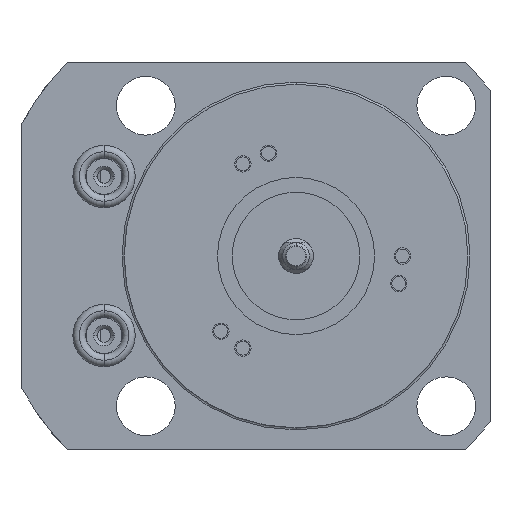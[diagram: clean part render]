
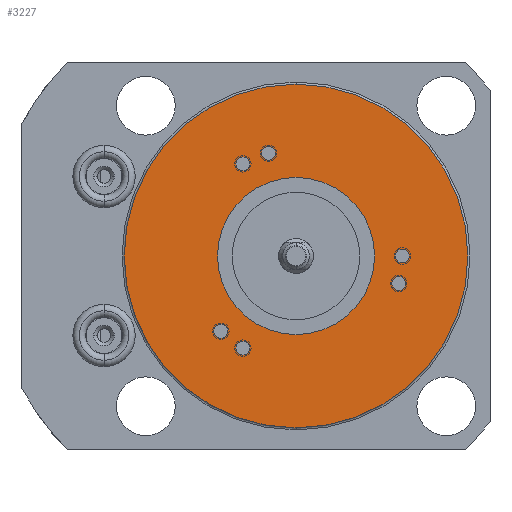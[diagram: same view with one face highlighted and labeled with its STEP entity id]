
A CAD part, front view. The second image highlights one B-rep face of the part: STEP entity #3227.
In plain terms, the highlighted planar face has unit normal (0, -1, 0).
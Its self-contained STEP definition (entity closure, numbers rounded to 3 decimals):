
#997=CARTESIAN_POINT('',(0.,0.,0.));
#998=DIRECTION('',(0.,-1.,0.));
#999=DIRECTION('',(0.,0.,1.));
#1000=AXIS2_PLACEMENT_3D('',#997,#998,#999);
#1002=CARTESIAN_POINT('',(0.,0.,0.));
#1003=DIRECTION('',(0.,-1.,0.));
#1004=DIRECTION('',(0.,0.,-1.));
#1005=AXIS2_PLACEMENT_3D('',#1002,#1003,#1004);
#1017=CARTESIAN_POINT('',(19.431,0.,0.));
#1018=DIRECTION('',(0.,-1.,0.));
#1019=DIRECTION('',(0.,0.,1.));
#1020=AXIS2_PLACEMENT_3D('',#1017,#1018,#1019);
#1022=CARTESIAN_POINT('',(19.431,0.,0.));
#1023=DIRECTION('',(0.,-1.,0.));
#1024=DIRECTION('',(0.,0.,-1.));
#1025=AXIS2_PLACEMENT_3D('',#1022,#1023,#1024);
#1027=CARTESIAN_POINT('',(18.769,0.,-5.029));
#1028=DIRECTION('',(0.,-1.,0.));
#1029=DIRECTION('',(0.,0.,1.));
#1030=AXIS2_PLACEMENT_3D('',#1027,#1028,#1029);
#1032=CARTESIAN_POINT('',(18.769,0.,-5.029));
#1033=DIRECTION('',(0.,-1.,0.));
#1034=DIRECTION('',(0.,0.,-1.));
#1035=AXIS2_PLACEMENT_3D('',#1032,#1033,#1034);
#1037=CARTESIAN_POINT('',(-9.716,0.,16.828));
#1038=DIRECTION('',(0.,-1.,0.));
#1039=DIRECTION('',(0.,0.,1.));
#1040=AXIS2_PLACEMENT_3D('',#1037,#1038,#1039);
#1042=CARTESIAN_POINT('',(-9.716,0.,16.828));
#1043=DIRECTION('',(0.,-1.,0.));
#1044=DIRECTION('',(0.,0.,-1.));
#1045=AXIS2_PLACEMENT_3D('',#1042,#1043,#1044);
#1047=CARTESIAN_POINT('',(-5.029,0.,18.769));
#1048=DIRECTION('',(0.,-1.,0.));
#1049=DIRECTION('',(0.,0.,1.));
#1050=AXIS2_PLACEMENT_3D('',#1047,#1048,#1049);
#1052=CARTESIAN_POINT('',(-5.029,0.,18.769));
#1053=DIRECTION('',(0.,-1.,0.));
#1054=DIRECTION('',(0.,0.,-1.));
#1055=AXIS2_PLACEMENT_3D('',#1052,#1053,#1054);
#1057=CARTESIAN_POINT('',(-9.716,0.,-16.828));
#1058=DIRECTION('',(0.,-1.,0.));
#1059=DIRECTION('',(0.,0.,1.));
#1060=AXIS2_PLACEMENT_3D('',#1057,#1058,#1059);
#1062=CARTESIAN_POINT('',(-9.716,0.,-16.828));
#1063=DIRECTION('',(0.,-1.,0.));
#1064=DIRECTION('',(0.,0.,-1.));
#1065=AXIS2_PLACEMENT_3D('',#1062,#1063,#1064);
#1067=CARTESIAN_POINT('',(-13.74,0.,-13.74));
#1068=DIRECTION('',(0.,-1.,0.));
#1069=DIRECTION('',(0.,0.,1.));
#1070=AXIS2_PLACEMENT_3D('',#1067,#1068,#1069);
#1072=CARTESIAN_POINT('',(-13.74,0.,-13.74));
#1073=DIRECTION('',(0.,-1.,0.));
#1074=DIRECTION('',(0.,0.,-1.));
#1075=AXIS2_PLACEMENT_3D('',#1072,#1073,#1074);
#1087=CARTESIAN_POINT('',(0.,0.,0.));
#1088=DIRECTION('',(0.,1.,0.));
#1089=DIRECTION('',(0.,0.,1.));
#1090=AXIS2_PLACEMENT_3D('',#1087,#1088,#1089);
#1092=CARTESIAN_POINT('',(0.,0.,0.));
#1093=DIRECTION('',(0.,1.,0.));
#1094=DIRECTION('',(0.,0.,-1.));
#1095=AXIS2_PLACEMENT_3D('',#1092,#1093,#1094);
#1857=CARTESIAN_POINT('',(0.,0.,31.395));
#1858=CARTESIAN_POINT('',(0.,0.,-31.395));
#1859=VERTEX_POINT('',#1857);
#1860=VERTEX_POINT('',#1858);
#2222=CARTESIAN_POINT('',(19.431,0.,1.27));
#2223=CARTESIAN_POINT('',(19.431,0.,-1.27));
#2224=VERTEX_POINT('',#2222);
#2225=VERTEX_POINT('',#2223);
#2226=CARTESIAN_POINT('',(18.769,0.,-3.759));
#2227=CARTESIAN_POINT('',(18.769,0.,-6.299));
#2228=VERTEX_POINT('',#2226);
#2229=VERTEX_POINT('',#2227);
#2230=CARTESIAN_POINT('',(-9.716,0.,18.098));
#2231=CARTESIAN_POINT('',(-9.716,0.,15.558));
#2232=VERTEX_POINT('',#2230);
#2233=VERTEX_POINT('',#2231);
#2234=CARTESIAN_POINT('',(-5.029,0.,20.039));
#2235=CARTESIAN_POINT('',(-5.029,0.,17.499));
#2236=VERTEX_POINT('',#2234);
#2237=VERTEX_POINT('',#2235);
#2238=CARTESIAN_POINT('',(-9.716,0.,-15.558));
#2239=CARTESIAN_POINT('',(-9.716,0.,-18.098));
#2240=VERTEX_POINT('',#2238);
#2241=VERTEX_POINT('',#2239);
#2242=CARTESIAN_POINT('',(-13.74,0.,-12.47));
#2243=CARTESIAN_POINT('',(-13.74,0.,-15.01));
#2244=VERTEX_POINT('',#2242);
#2245=VERTEX_POINT('',#2243);
#2258=CARTESIAN_POINT('',(0.,0.,14.351));
#2259=CARTESIAN_POINT('',(0.,0.,-14.351));
#2260=VERTEX_POINT('',#2258);
#2261=VERTEX_POINT('',#2259);
#3176=CARTESIAN_POINT('',(0.,0.,0.));
#3177=DIRECTION('',(0.,1.,0.));
#3178=DIRECTION('',(0.,0.,1.));
#3179=AXIS2_PLACEMENT_3D('',#3176,#3177,#3178);
#3180=PLANE('',#3179);
#3181=ORIENTED_EDGE('',*,*,#3156,.F.);
#3182=ORIENTED_EDGE('',*,*,#3170,.F.);
#3183=EDGE_LOOP('',(#3181,#3182));
#3184=FACE_OUTER_BOUND('',#3183,.F.);
#3186=ORIENTED_EDGE('',*,*,#3185,.T.);
#3188=ORIENTED_EDGE('',*,*,#3187,.T.);
#3189=EDGE_LOOP('',(#3186,#3188));
#3190=FACE_BOUND('',#3189,.F.);
#3192=ORIENTED_EDGE('',*,*,#3191,.T.);
#3194=ORIENTED_EDGE('',*,*,#3193,.T.);
#3195=EDGE_LOOP('',(#3192,#3194));
#3196=FACE_BOUND('',#3195,.F.);
#3198=ORIENTED_EDGE('',*,*,#3197,.T.);
#3200=ORIENTED_EDGE('',*,*,#3199,.T.);
#3201=EDGE_LOOP('',(#3198,#3200));
#3202=FACE_BOUND('',#3201,.F.);
#3204=ORIENTED_EDGE('',*,*,#3203,.T.);
#3206=ORIENTED_EDGE('',*,*,#3205,.T.);
#3207=EDGE_LOOP('',(#3204,#3206));
#3208=FACE_BOUND('',#3207,.F.);
#3210=ORIENTED_EDGE('',*,*,#3209,.T.);
#3212=ORIENTED_EDGE('',*,*,#3211,.T.);
#3213=EDGE_LOOP('',(#3210,#3212));
#3214=FACE_BOUND('',#3213,.F.);
#3216=ORIENTED_EDGE('',*,*,#3215,.T.);
#3218=ORIENTED_EDGE('',*,*,#3217,.T.);
#3219=EDGE_LOOP('',(#3216,#3218));
#3220=FACE_BOUND('',#3219,.F.);
#3222=ORIENTED_EDGE('',*,*,#3221,.F.);
#3224=ORIENTED_EDGE('',*,*,#3223,.F.);
#3225=EDGE_LOOP('',(#3222,#3224));
#3226=FACE_BOUND('',#3225,.F.);
#1001=CIRCLE('',#1000,31.395);
#1006=CIRCLE('',#1005,31.395);
#1021=CIRCLE('',#1020,1.27);
#1026=CIRCLE('',#1025,1.27);
#1031=CIRCLE('',#1030,1.27);
#1036=CIRCLE('',#1035,1.27);
#1041=CIRCLE('',#1040,1.27);
#1046=CIRCLE('',#1045,1.27);
#1051=CIRCLE('',#1050,1.27);
#1056=CIRCLE('',#1055,1.27);
#1061=CIRCLE('',#1060,1.27);
#1066=CIRCLE('',#1065,1.27);
#1071=CIRCLE('',#1070,1.27);
#1076=CIRCLE('',#1075,1.27);
#1091=CIRCLE('',#1090,14.351);
#1096=CIRCLE('',#1095,14.351);
#3156=EDGE_CURVE('',#1859,#1860,#1001,.T.);
#3170=EDGE_CURVE('',#1860,#1859,#1006,.T.);
#3185=EDGE_CURVE('',#2224,#2225,#1021,.T.);
#3187=EDGE_CURVE('',#2225,#2224,#1026,.T.);
#3191=EDGE_CURVE('',#2228,#2229,#1031,.T.);
#3193=EDGE_CURVE('',#2229,#2228,#1036,.T.);
#3197=EDGE_CURVE('',#2232,#2233,#1041,.T.);
#3199=EDGE_CURVE('',#2233,#2232,#1046,.T.);
#3203=EDGE_CURVE('',#2236,#2237,#1051,.T.);
#3205=EDGE_CURVE('',#2237,#2236,#1056,.T.);
#3209=EDGE_CURVE('',#2240,#2241,#1061,.T.);
#3211=EDGE_CURVE('',#2241,#2240,#1066,.T.);
#3215=EDGE_CURVE('',#2244,#2245,#1071,.T.);
#3217=EDGE_CURVE('',#2245,#2244,#1076,.T.);
#3221=EDGE_CURVE('',#2260,#2261,#1091,.T.);
#3223=EDGE_CURVE('',#2261,#2260,#1096,.T.);
#3227=ADVANCED_FACE('',(#3184,#3190,#3196,#3202,#3208,#3214,#3220,#3226),#3180,
.F.);
